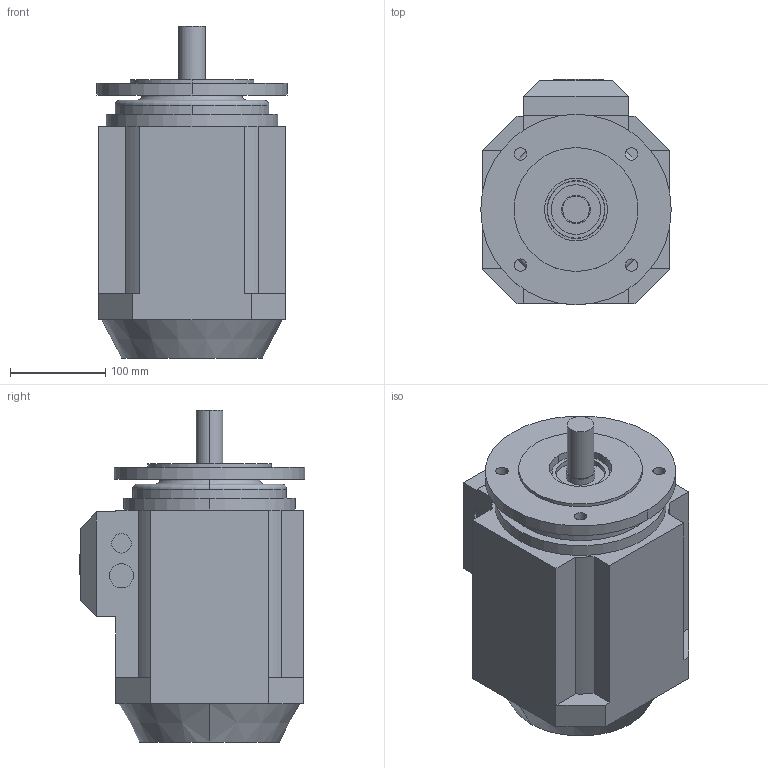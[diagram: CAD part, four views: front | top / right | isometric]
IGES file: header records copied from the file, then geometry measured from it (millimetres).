
Global section: file name: No Iges File Name specified; native system: AutoDesk Inventor R10; preprocessor: AutoDesk Inventor Iges Exporter R10; author: No Author specified; organization: No Organization specified; date: 20051228.110027; units: millimetre
Bounding box: 200 x 237 x 348.5 mm (x, y, z)
Volume: 9113965.6 mm3; surface area: 334427.2 mm2
Topology: 1 solids, 1 shells, 167 faces, 402 edges, 266 vertices
Faces by surface type: plane 100, bspline 25, revolution 18, cylinder 16, cone 6, torus 2
